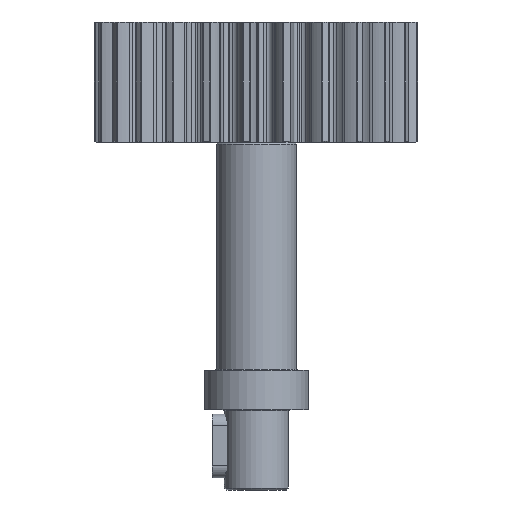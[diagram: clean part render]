
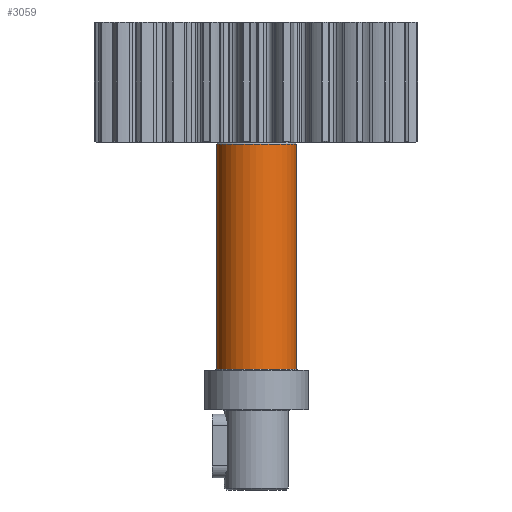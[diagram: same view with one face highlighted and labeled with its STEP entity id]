
A CAD part, left-side view. The second image highlights one B-rep face of the part: STEP entity #3059.
In plain terms, the highlighted cylindrical face has radius 10 mm (diameter 20 mm), a partial arc.
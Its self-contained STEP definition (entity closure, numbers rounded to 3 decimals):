
#235 = CIRCLE ( 'NONE', #10686, 10. ) ;
#354 = ORIENTED_EDGE ( 'NONE', *, *, #11364, .T. ) ;
#3059 = ADVANCED_FACE ( 'NONE', ( #8617 ), #8800, .T. ) ;
#3233 = DIRECTION ( 'NONE',  ( 0., 0., 1. ) ) ;
#3396 = EDGE_CURVE ( 'NONE', #10901, #11114, #10397, .T. ) ;
#3441 = ORIENTED_EDGE ( 'NONE', *, *, #3396, .T. ) ;
#3671 = CARTESIAN_POINT ( 'NONE',  ( 0., 0., -0.5 ) ) ;
#4157 = CARTESIAN_POINT ( 'NONE',  ( 0., -10., -87. ) ) ;
#4345 = CARTESIAN_POINT ( 'NONE',  ( 0., 0., -56.8 ) ) ;
#4756 = AXIS2_PLACEMENT_3D ( 'NONE', #10084, #9044, #6696 ) ;
#5419 = EDGE_CURVE ( 'NONE', #7142, #13525, #11935, .T. ) ;
#5977 = CARTESIAN_POINT ( 'NONE',  ( 0., 10., -0.5 ) ) ;
#6538 = DIRECTION ( 'NONE',  ( 0., 0., 1. ) ) ;
#6696 = DIRECTION ( 'NONE',  ( 0., 1., 0. ) ) ;
#7038 = EDGE_LOOP ( 'NONE', ( #354, #3441, #10491, #12450 ) ) ;
#7142 = VERTEX_POINT ( 'NONE', #11826 ) ;
#7361 = CARTESIAN_POINT ( 'NONE',  ( 0., -10., -0.5 ) ) ;
#8487 = DIRECTION ( 'NONE',  ( 0., 0., -1. ) ) ;
#8617 = FACE_OUTER_BOUND ( 'NONE', #7038, .T. ) ;
#8800 = CYLINDRICAL_SURFACE ( 'NONE', #4756, 10. ) ;
#9044 = DIRECTION ( 'NONE',  ( 0., 0., 1. ) ) ;
#9104 = CARTESIAN_POINT ( 'NONE',  ( 0., 10., -87. ) ) ;
#9200 = DIRECTION ( 'NONE',  ( 0., 0., 1. ) ) ;
#10025 = CARTESIAN_POINT ( 'NONE',  ( 0., -10., -56.8 ) ) ;
#10084 = CARTESIAN_POINT ( 'NONE',  ( 0., 0., -87. ) ) ;
#10397 = LINE ( 'NONE', #4157, #10775 ) ;
#10491 = ORIENTED_EDGE ( 'NONE', *, *, #13475, .T. ) ;
#10686 = AXIS2_PLACEMENT_3D ( 'NONE', #4345, #3233, #13548 ) ;
#10775 = VECTOR ( 'NONE', #6538, 1000. ) ;
#10901 = VERTEX_POINT ( 'NONE', #10025 ) ;
#11114 = VERTEX_POINT ( 'NONE', #7361 ) ;
#11364 = EDGE_CURVE ( 'NONE', #7142, #10901, #235, .T. ) ;
#11826 = CARTESIAN_POINT ( 'NONE',  ( 0., 10., -56.8 ) ) ;
#11935 = LINE ( 'NONE', #9104, #13931 ) ;
#12307 = AXIS2_PLACEMENT_3D ( 'NONE', #3671, #8487, #14249 ) ;
#12450 = ORIENTED_EDGE ( 'NONE', *, *, #5419, .F. ) ;
#13475 = EDGE_CURVE ( 'NONE', #11114, #13525, #13565, .T. ) ;
#13525 = VERTEX_POINT ( 'NONE', #5977 ) ;
#13548 = DIRECTION ( 'NONE',  ( 0., -1., 0. ) ) ;
#13565 = CIRCLE ( 'NONE', #12307, 10. ) ;
#13931 = VECTOR ( 'NONE', #9200, 1000. ) ;
#14249 = DIRECTION ( 'NONE',  ( 0., -1., 0. ) ) ;
